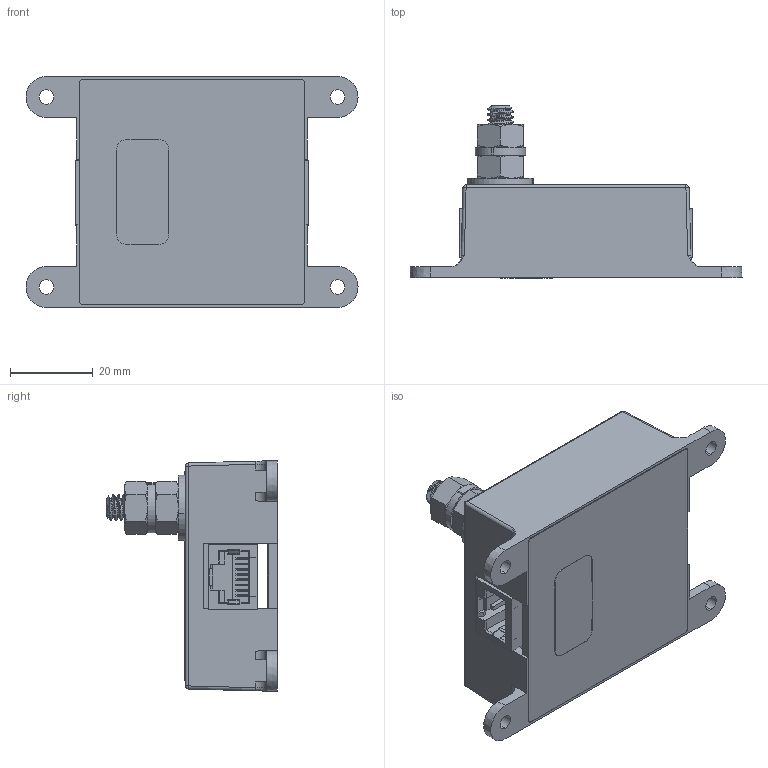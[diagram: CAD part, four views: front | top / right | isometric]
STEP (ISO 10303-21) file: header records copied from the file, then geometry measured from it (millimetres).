
FILE_DESCRIPTION (( 'STEP AP214' ), '1' );
FILE_NAME ('1101-1068-E.STEP', '2019-01-25T19:00:32', ( '' ), ( '' ), 'SwSTEP 2.0', 'SolidWorks 2018', '' );
FILE_SCHEMA (( 'AUTOMOTIVE_DESIGN' ));
Length unit declared in the file: inch
Products named in the file (29): 1101-1068-E; 2500-517; 2103-257_2103-257; 2003-1052; 2100-012; 2103-028; 2250-995; 2001-178; 2103-257; 2103-030_Compressed; 2103-030; 2001-049; 2103-025; 2200-567; 102-400-024; 2003-2782; 102-400-024_92941A542
Assembly tree (20 placements, depth 3):
  1101-1068-E
    2100-012
    2103-030
    102-400-024
    2103-025
    2100-012
  2500-517
  2500-517
  1101-1068-E
    2001-178
    2001-049
    2003-2782
    2250-995
      2200-567
      2500-517  x2
    102-400-024_92941A542
    2100-012  x2
    2103-028
    2003-1052
    2103-025
    2103-257_2103-257
    2103-030_Compressed
  2001-178
Bounding box: 80.37 x 41.63 x 55.88 mm (x, y, z)
Volume: 32931.4 mm3; surface area: 39707.6 mm2
Topology: 16 solids, 16 shells, 4288 faces, 11399 edges, 7585 vertices
Faces by surface type: plane 3086, cylinder 644, bspline 508, cone 46, sphere 4
Entity records: 161817 total; most frequent: CARTESIAN_POINT 55080, ORIENTED_EDGE 20862, DIRECTION 17051, EDGE_CURVE 10431, VECTOR 8033, LINE 8033, VERTEX_POINT 6942, AXIS2_PLACEMENT_3D 4509
